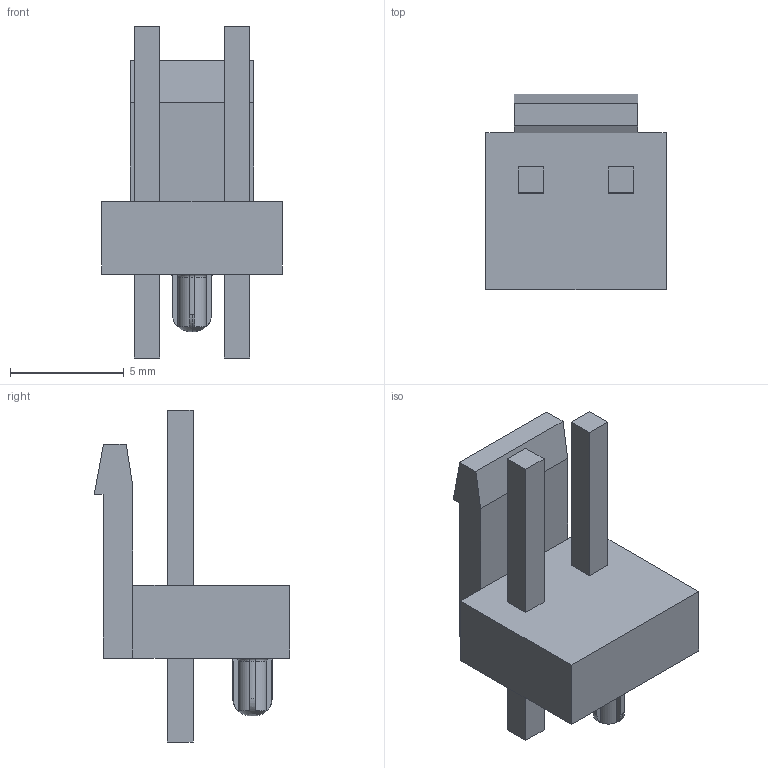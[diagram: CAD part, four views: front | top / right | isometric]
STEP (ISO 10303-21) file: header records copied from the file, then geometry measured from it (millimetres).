
FILE_DESCRIPTION((''),'2;1');
FILE_NAME('C-1744057-2','2012-09-29T',('workeradm'),('Tyco Electronics Ltd.'),'PRO/ENGINEER BY PARAMETRIC TECHNOLOGY CORPORATION, 2010430','PRO/ENGINEER BY PARAMETRIC TECHNOLOGY CORPORATION, 2010430','');
FILE_SCHEMA(('AUTOMOTIVE_DESIGN { 1 0 10303 214 1 1 1 1 }'));
Length unit declared in the file: millimetre
Products named in the file (1): C-1744057-2
Bounding box: 7.92 x 8.6 x 14.6 mm (x, y, z)
Volume: 275.6 mm3; surface area: 428.3 mm2
Topology: 1 solids, 1 shells, 62 faces, 163 edges, 108 vertices
Faces by surface type: plane 44, torus 8, cylinder 8, bspline 2
Entity records: 2304 total; most frequent: CARTESIAN_POINT 529, ORIENTED_EDGE 326, DIRECTION 289, EDGE_CURVE 163, VECTOR 109, LINE 109, VERTEX_POINT 108, AXIS2_PLACEMENT_3D 90
